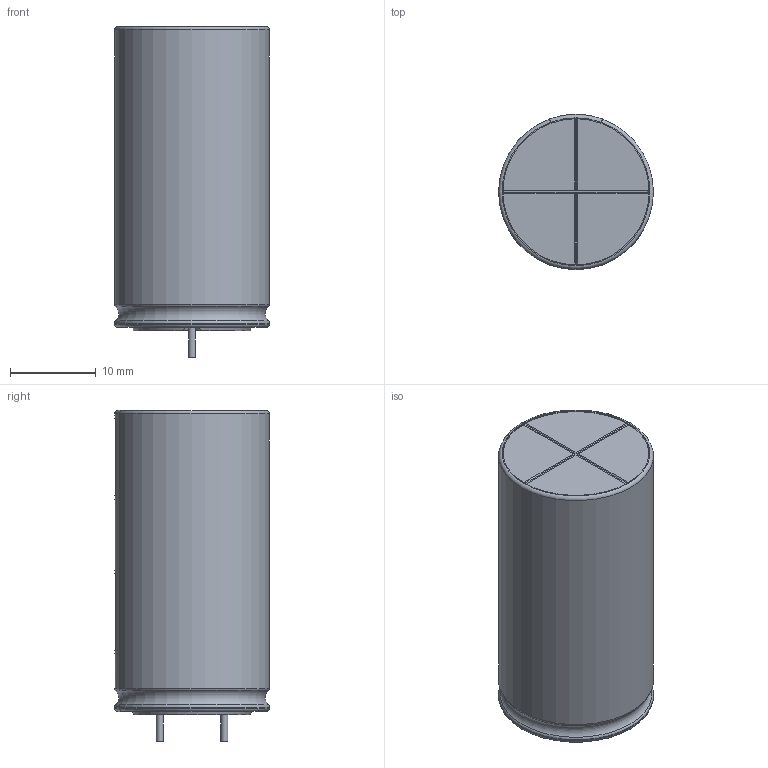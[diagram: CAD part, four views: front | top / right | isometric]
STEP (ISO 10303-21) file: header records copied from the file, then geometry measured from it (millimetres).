
FILE_DESCRIPTION(('STEP AP214'), '1');
FILE_NAME('capacitor_vertical_mount', '2020-03-30T19:08:23', ('Che'), (''), 'ASCON STEP Converter 1.3', 'ASCON Math Kernel', '');
FILE_SCHEMA(('AUTOMOTIVE_DESIGN { 1 0 10303 214 3 1 1}'));
Length unit declared in the file: millimetre
Bounding box: 18 x 18.01 x 38.51 mm (x, y, z)
Volume: 8902.5 mm3; surface area: 2533.2 mm2
Topology: 1 solids, 1 shells, 70 faces, 180 edges, 120 vertices
Faces by surface type: plane 44, cylinder 12, torus 10, cone 4
Full cylindrical faces by diameter (mm): 0.8 x2, 14.4 x1, 17 x1
Entity records: 2748 total; most frequent: DIRECTION 386, CARTESIAN_POINT 383, ORIENTED_EDGE 352, EDGE_CURVE 176, AXIS2_PLACEMENT_3D 143, VERTEX_POINT 120, LINE 100, VECTOR 100
